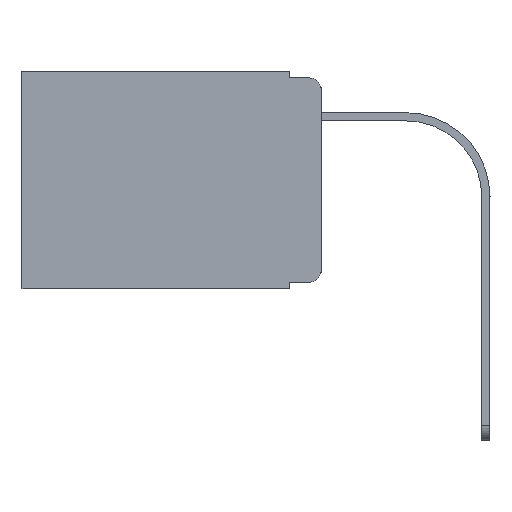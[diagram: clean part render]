
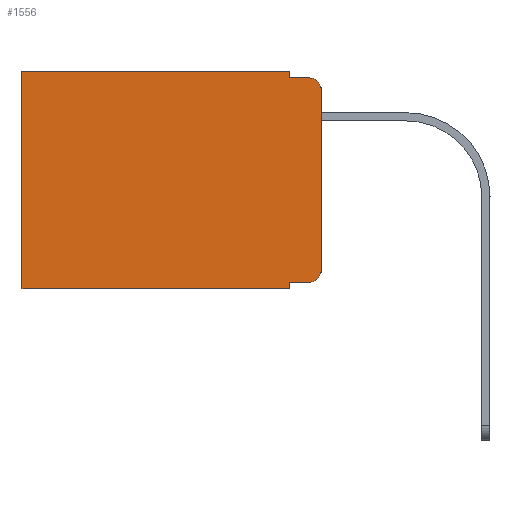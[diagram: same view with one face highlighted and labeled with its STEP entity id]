
A CAD part, left-side view. The second image highlights one B-rep face of the part: STEP entity #1556.
In plain terms, the highlighted planar face has unit normal (-1, 0, 0).
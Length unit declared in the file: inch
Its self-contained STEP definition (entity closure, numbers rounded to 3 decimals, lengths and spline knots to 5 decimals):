
#307 = EDGE_CURVE ( 'NONE', #6987, #2725, #12547, .T. ) ;
#319 = CARTESIAN_POINT ( 'NONE',  ( 0.298, 0., -0.343 ) ) ;
#471 = CARTESIAN_POINT ( 'NONE',  ( 0.298, 0.473, 0. ) ) ;
#761 = ORIENTED_EDGE ( 'NONE', *, *, #10261, .T. ) ;
#1458 = ORIENTED_EDGE ( 'NONE', *, *, #5577, .F. ) ;
#1556 = ADVANCED_FACE ( 'NONE', ( #4097 ), #12961, .F. ) ;
#1579 = LINE ( 'NONE', #12702, #12467 ) ;
#1676 = CARTESIAN_POINT ( 'NONE',  ( 0.298, 0., -0.313 ) ) ;
#1782 = DIRECTION ( 'NONE',  ( 0., -1., 0. ) ) ;
#1879 = EDGE_CURVE ( 'NONE', #2725, #8073, #12608, .T. ) ;
#1904 = ORIENTED_EDGE ( 'NONE', *, *, #6832, .F. ) ;
#2393 = EDGE_CURVE ( 'NONE', #4284, #6197, #1579, .T. ) ;
#2620 = VECTOR ( 'NONE', #3783, 39.37008 ) ;
#2725 = VERTEX_POINT ( 'NONE', #6435 ) ;
#3016 = VERTEX_POINT ( 'NONE', #7401 ) ;
#3173 = CARTESIAN_POINT ( 'NONE',  ( 0.298, 0.02, -0.03 ) ) ;
#3337 = AXIS2_PLACEMENT_3D ( 'NONE', #3173, #7189, #12171 ) ;
#3783 = DIRECTION ( 'NONE',  ( 0., 0., -1. ) ) ;
#3889 = VERTEX_POINT ( 'NONE', #4703 ) ;
#3942 = ORIENTED_EDGE ( 'NONE', *, *, #1879, .T. ) ;
#4024 = CARTESIAN_POINT ( 'NONE',  ( 0.298, 0., -0.03 ) ) ;
#4097 = FACE_OUTER_BOUND ( 'NONE', #7813, .T. ) ;
#4190 = VERTEX_POINT ( 'NONE', #11995 ) ;
#4284 = VERTEX_POINT ( 'NONE', #4024 ) ;
#4370 = CARTESIAN_POINT ( 'NONE',  ( 0.298, 0.473, -0.343 ) ) ;
#4703 = CARTESIAN_POINT ( 'NONE',  ( 0.298, 0.02, -0.01 ) ) ;
#4813 = EDGE_CURVE ( 'NONE', #3016, #4190, #8729, .T. ) ;
#5283 = VECTOR ( 'NONE', #7495, 39.37008 ) ;
#5342 = DIRECTION ( 'NONE',  ( 0., 0., -1. ) ) ;
#5445 = DIRECTION ( 'NONE',  ( 0., -1., 0. ) ) ;
#5546 = CARTESIAN_POINT ( 'NONE',  ( 0.298, 0.051, 0. ) ) ;
#5577 = EDGE_CURVE ( 'NONE', #10590, #3889, #8870, .T. ) ;
#5741 = DIRECTION ( 'NONE',  ( 0., 0., -1. ) ) ;
#5896 = CARTESIAN_POINT ( 'NONE',  ( 0.298, 0.051, 0. ) ) ;
#5901 = ORIENTED_EDGE ( 'NONE', *, *, #4813, .F. ) ;
#6197 = VERTEX_POINT ( 'NONE', #1676 ) ;
#6291 = VECTOR ( 'NONE', #1782, 39.37008 ) ;
#6334 = EDGE_CURVE ( 'NONE', #6987, #10590, #11287, .T. ) ;
#6435 = CARTESIAN_POINT ( 'NONE',  ( 0.298, 0.473, 0. ) ) ;
#6581 = VERTEX_POINT ( 'NONE', #8004 ) ;
#6801 = LINE ( 'NONE', #10841, #6291 ) ;
#6832 = EDGE_CURVE ( 'NONE', #4190, #8073, #9132, .T. ) ;
#6890 = AXIS2_PLACEMENT_3D ( 'NONE', #12261, #9189, #5342 ) ;
#6987 = VERTEX_POINT ( 'NONE', #5546 ) ;
#7189 = DIRECTION ( 'NONE',  ( -1., 0., 0. ) ) ;
#7299 = VECTOR ( 'NONE', #10471, 39.37008 ) ;
#7401 = CARTESIAN_POINT ( 'NONE',  ( 0.298, 0.051, -0.333 ) ) ;
#7425 = CARTESIAN_POINT ( 'NONE',  ( 0.298, 0., 0. ) ) ;
#7480 = CARTESIAN_POINT ( 'NONE',  ( 0.298, 0.051, -0.01 ) ) ;
#7495 = DIRECTION ( 'NONE',  ( 0., 1., 0. ) ) ;
#7813 = EDGE_LOOP ( 'NONE', ( #12888, #761, #1458, #12701, #11243, #3942, #1904, #5901, #8207, #10623 ) ) ;
#8004 = CARTESIAN_POINT ( 'NONE',  ( 0.298, 0.02, -0.333 ) ) ;
#8073 = VERTEX_POINT ( 'NONE', #4370 ) ;
#8113 = DIRECTION ( 'NONE',  ( 1., 0., 0. ) ) ;
#8207 = ORIENTED_EDGE ( 'NONE', *, *, #11438, .T. ) ;
#8492 = EDGE_CURVE ( 'NONE', #6581, #6197, #11127, .T. ) ;
#8685 = DIRECTION ( 'NONE',  ( 0., 0., -1. ) ) ;
#8729 = LINE ( 'NONE', #5896, #2620 ) ;
#8855 = DIRECTION ( 'NONE',  ( 0., 0., -1. ) ) ;
#8870 = LINE ( 'NONE', #7480, #9196 ) ;
#9026 = CIRCLE ( 'NONE', #3337, 0.02 ) ;
#9049 = CARTESIAN_POINT ( 'NONE',  ( 0.298, 0., 0. ) ) ;
#9132 = LINE ( 'NONE', #319, #10924 ) ;
#9189 = DIRECTION ( 'NONE',  ( -1., 0., 0. ) ) ;
#9196 = VECTOR ( 'NONE', #5445, 39.37008 ) ;
#9476 = CARTESIAN_POINT ( 'NONE',  ( 0.298, 0.051, 0. ) ) ;
#10140 = DIRECTION ( 'NONE',  ( 0., 1., 0. ) ) ;
#10261 = EDGE_CURVE ( 'NONE', #4284, #3889, #9026, .T. ) ;
#10378 = VECTOR ( 'NONE', #8685, 39.37008 ) ;
#10471 = DIRECTION ( 'NONE',  ( 0., 0., -1. ) ) ;
#10517 = AXIS2_PLACEMENT_3D ( 'NONE', #9049, #8113, #8855 ) ;
#10590 = VERTEX_POINT ( 'NONE', #11823 ) ;
#10623 = ORIENTED_EDGE ( 'NONE', *, *, #8492, .T. ) ;
#10841 = CARTESIAN_POINT ( 'NONE',  ( 0.298, 0.051, -0.333 ) ) ;
#10924 = VECTOR ( 'NONE', #10140, 39.37008 ) ;
#11127 = CIRCLE ( 'NONE', #6890, 0.02 ) ;
#11243 = ORIENTED_EDGE ( 'NONE', *, *, #307, .T. ) ;
#11287 = LINE ( 'NONE', #9476, #7299 ) ;
#11438 = EDGE_CURVE ( 'NONE', #3016, #6581, #6801, .T. ) ;
#11823 = CARTESIAN_POINT ( 'NONE',  ( 0.298, 0.051, -0.01 ) ) ;
#11995 = CARTESIAN_POINT ( 'NONE',  ( 0.298, 0.051, -0.343 ) ) ;
#12171 = DIRECTION ( 'NONE',  ( 0., 0., -1. ) ) ;
#12261 = CARTESIAN_POINT ( 'NONE',  ( 0.298, 0.02, -0.313 ) ) ;
#12467 = VECTOR ( 'NONE', #5741, 39.37008 ) ;
#12547 = LINE ( 'NONE', #7425, #5283 ) ;
#12608 = LINE ( 'NONE', #471, #10378 ) ;
#12701 = ORIENTED_EDGE ( 'NONE', *, *, #6334, .F. ) ;
#12702 = CARTESIAN_POINT ( 'NONE',  ( 0.298, 0., 0. ) ) ;
#12888 = ORIENTED_EDGE ( 'NONE', *, *, #2393, .F. ) ;
#12961 = PLANE ( 'NONE',  #10517 ) ;
